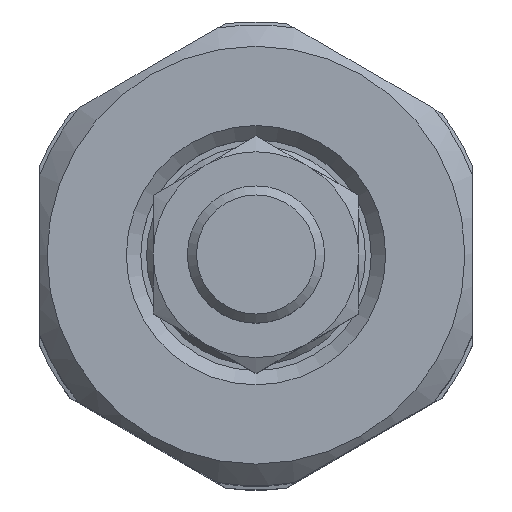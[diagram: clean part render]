
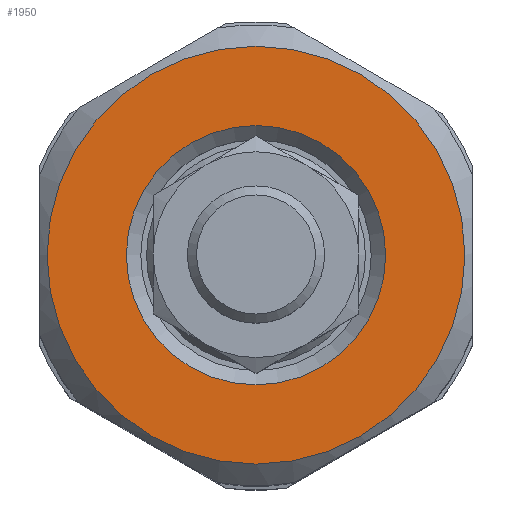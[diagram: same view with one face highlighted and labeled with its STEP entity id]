
A CAD part, top view. The second image highlights one B-rep face of the part: STEP entity #1950.
In plain terms, the highlighted planar face has unit normal (0, 0, 1).
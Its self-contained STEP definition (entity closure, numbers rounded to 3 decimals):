
#62=PLANE('',#2168);
#348=CIRCLE('',#2169,9.);
#349=CIRCLE('',#2170,14.5);
#493=ORIENTED_EDGE('',*,*,#1032,.T.);
#494=ORIENTED_EDGE('',*,*,#1033,.F.);
#1032=EDGE_CURVE('',#1295,#1295,#348,.T.);
#1033=EDGE_CURVE('',#1296,#1296,#349,.T.);
#1295=VERTEX_POINT('',#3120);
#1296=VERTEX_POINT('',#3122);
#1533=EDGE_LOOP('',(#493));
#1534=EDGE_LOOP('',(#494));
#1719=FACE_BOUND('',#1533,.T.);
#1720=FACE_BOUND('',#1534,.T.);
#1950=ADVANCED_FACE('',(#1719,#1720),#62,.T.);
#2168=AXIS2_PLACEMENT_3D('',#3118,#2464,#2465);
#2169=AXIS2_PLACEMENT_3D('',#3119,#2466,#2467);
#2170=AXIS2_PLACEMENT_3D('',#3121,#2468,#2469);
#2464=DIRECTION('',(0.,0.,1.));
#2465=DIRECTION('',(1.,0.,0.));
#2466=DIRECTION('',(0.,0.,-1.));
#2467=DIRECTION('',(-1.,0.,0.));
#2468=DIRECTION('',(0.,0.,-1.));
#2469=DIRECTION('',(-1.,0.,0.));
#3118=CARTESIAN_POINT('',(0.,14.5,0.));
#3119=CARTESIAN_POINT('',(0.,0.,0.));
#3120=CARTESIAN_POINT('',(-9.,0.,0.));
#3121=CARTESIAN_POINT('',(0.,0.,0.));
#3122=CARTESIAN_POINT('',(-14.5,0.,0.));
